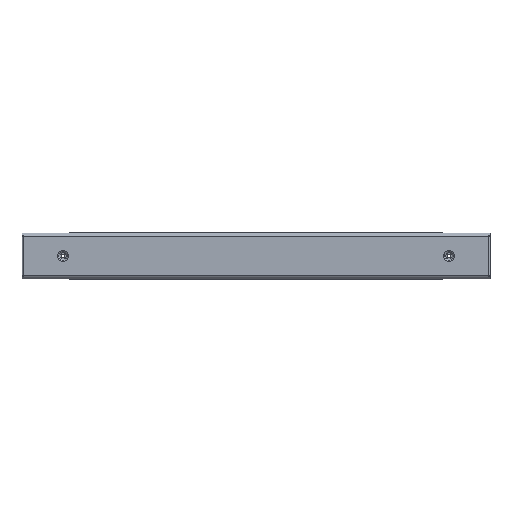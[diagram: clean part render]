
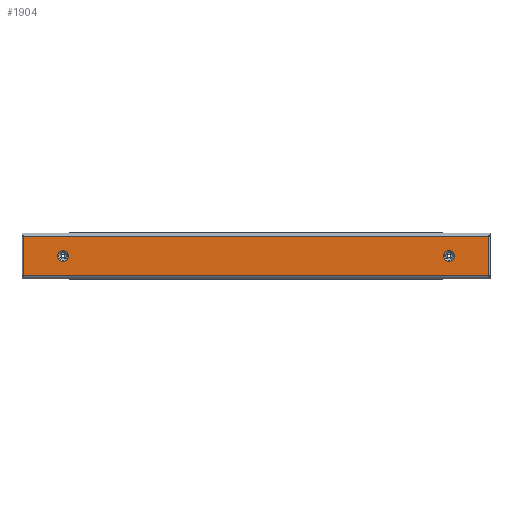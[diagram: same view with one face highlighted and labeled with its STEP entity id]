
A CAD part, top view. The second image highlights one B-rep face of the part: STEP entity #1904.
In plain terms, the highlighted planar face has unit normal (0, 0, 1).
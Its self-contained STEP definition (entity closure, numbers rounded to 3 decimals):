
#105 = CIRCLE ( 'NONE', #2754, 12.175 ) ;
#173 = VERTEX_POINT ( 'NONE', #2785 ) ;
#194 = CIRCLE ( 'NONE', #2987, 12.175 ) ;
#302 = ORIENTED_EDGE ( 'NONE', *, *, #3721, .T. ) ;
#360 = FACE_BOUND ( 'NONE', #1533, .T. ) ;
#418 = CARTESIAN_POINT ( 'NONE',  ( -495.1, -42.309, 0. ) ) ;
#440 = FACE_BOUND ( 'NONE', #2988, .T. ) ;
#462 = VERTEX_POINT ( 'NONE', #2008 ) ;
#488 = VECTOR ( 'NONE', #2182, 1000. ) ;
#507 = VERTEX_POINT ( 'NONE', #961 ) ;
#635 = CARTESIAN_POINT ( 'NONE',  ( 495.1, -42.309, 0. ) ) ;
#719 = CARTESIAN_POINT ( 'NONE',  ( -410.25, 0., 0. ) ) ;
#751 = CARTESIAN_POINT ( 'NONE',  ( 0., 43.303, 0. ) ) ;
#771 = EDGE_CURVE ( 'NONE', #2961, #462, #3379, .T. ) ;
#814 = DIRECTION ( 'NONE',  ( 0., 1., 0. ) ) ;
#822 = AXIS2_PLACEMENT_3D ( 'NONE', #751, #2642, #4625 ) ;
#961 = CARTESIAN_POINT ( 'NONE',  ( -398.075, 0., 0. ) ) ;
#1173 = EDGE_CURVE ( 'NONE', #507, #173, #1784, .T. ) ;
#1250 = CARTESIAN_POINT ( 'NONE',  ( 0., 42.309, 0. ) ) ;
#1254 = DIRECTION ( 'NONE',  ( -1., 0., 0. ) ) ;
#1321 = EDGE_CURVE ( 'NONE', #4225, #2961, #4026, .T. ) ;
#1440 = EDGE_CURVE ( 'NONE', #4932, #4053, #105, .T. ) ;
#1447 = DIRECTION ( 'NONE',  ( 0., 0., 1. ) ) ;
#1448 = DIRECTION ( 'NONE',  ( 0., 0., -1. ) ) ;
#1533 = EDGE_LOOP ( 'NONE', ( #1842, #3681 ) ) ;
#1695 = CARTESIAN_POINT ( 'NONE',  ( 0., -42.309, 0. ) ) ;
#1737 = ORIENTED_EDGE ( 'NONE', *, *, #771, .T. ) ;
#1784 = CIRCLE ( 'NONE', #4039, 12.175 ) ;
#1842 = ORIENTED_EDGE ( 'NONE', *, *, #2108, .F. ) ;
#1883 = ORIENTED_EDGE ( 'NONE', *, *, #3109, .F. ) ;
#1904 = ADVANCED_FACE ( 'NONE', ( #360, #2349, #440 ), #3899, .T. ) ;
#2006 = CARTESIAN_POINT ( 'NONE',  ( -495.1, -42.309, 0. ) ) ;
#2008 = CARTESIAN_POINT ( 'NONE',  ( 495.1, 42.309, 0. ) ) ;
#2026 = DIRECTION ( 'NONE',  ( 1., 0., 0. ) ) ;
#2028 = LINE ( 'NONE', #1250, #3763 ) ;
#2051 = CARTESIAN_POINT ( 'NONE',  ( 422.425, 0., 0. ) ) ;
#2069 = ORIENTED_EDGE ( 'NONE', *, *, #1173, .T. ) ;
#2108 = EDGE_CURVE ( 'NONE', #4053, #4932, #194, .T. ) ;
#2182 = DIRECTION ( 'NONE',  ( 0., 1., 0. ) ) ;
#2270 = DIRECTION ( 'NONE',  ( 0., 0., -1. ) ) ;
#2307 = AXIS2_PLACEMENT_3D ( 'NONE', #719, #2270, #3816 ) ;
#2309 = CARTESIAN_POINT ( 'NONE',  ( -495.1, 42.309, 0. ) ) ;
#2349 = FACE_OUTER_BOUND ( 'NONE', #4494, .T. ) ;
#2373 = CARTESIAN_POINT ( 'NONE',  ( 410.25, 0., 0. ) ) ;
#2546 = CARTESIAN_POINT ( 'NONE',  ( -410.25, 0., 0. ) ) ;
#2642 = DIRECTION ( 'NONE',  ( 0., 0., 1. ) ) ;
#2705 = DIRECTION ( 'NONE',  ( 0., 0., 1. ) ) ;
#2721 = VERTEX_POINT ( 'NONE', #2309 ) ;
#2754 = AXIS2_PLACEMENT_3D ( 'NONE', #2373, #2705, #1254 ) ;
#2785 = CARTESIAN_POINT ( 'NONE',  ( -422.425, 0., 0. ) ) ;
#2786 = DIRECTION ( 'NONE',  ( 1., 0., 0. ) ) ;
#2961 = VERTEX_POINT ( 'NONE', #3420 ) ;
#2987 = AXIS2_PLACEMENT_3D ( 'NONE', #3367, #1447, #4495 ) ;
#2988 = EDGE_LOOP ( 'NONE', ( #2069, #302 ) ) ;
#3074 = ORIENTED_EDGE ( 'NONE', *, *, #1321, .T. ) ;
#3089 = VECTOR ( 'NONE', #814, 1000. ) ;
#3109 = EDGE_CURVE ( 'NONE', #4225, #2721, #4319, .T. ) ;
#3367 = CARTESIAN_POINT ( 'NONE',  ( 410.25, 0., 0. ) ) ;
#3379 = LINE ( 'NONE', #635, #488 ) ;
#3420 = CARTESIAN_POINT ( 'NONE',  ( 495.1, -42.309, 0. ) ) ;
#3435 = CARTESIAN_POINT ( 'NONE',  ( 398.075, 0., 0. ) ) ;
#3681 = ORIENTED_EDGE ( 'NONE', *, *, #1440, .F. ) ;
#3712 = DIRECTION ( 'NONE',  ( 1., 0., 0. ) ) ;
#3721 = EDGE_CURVE ( 'NONE', #173, #507, #4840, .T. ) ;
#3763 = VECTOR ( 'NONE', #2786, 1000. ) ;
#3791 = EDGE_CURVE ( 'NONE', #2721, #462, #2028, .T. ) ;
#3816 = DIRECTION ( 'NONE',  ( 1., 0., 0. ) ) ;
#3866 = ORIENTED_EDGE ( 'NONE', *, *, #3791, .F. ) ;
#3899 = PLANE ( 'NONE',  #822 ) ;
#4026 = LINE ( 'NONE', #1695, #4871 ) ;
#4039 = AXIS2_PLACEMENT_3D ( 'NONE', #2546, #1448, #3712 ) ;
#4053 = VERTEX_POINT ( 'NONE', #3435 ) ;
#4225 = VERTEX_POINT ( 'NONE', #418 ) ;
#4319 = LINE ( 'NONE', #2006, #3089 ) ;
#4494 = EDGE_LOOP ( 'NONE', ( #3074, #1737, #3866, #1883 ) ) ;
#4495 = DIRECTION ( 'NONE',  ( -1., 0., 0. ) ) ;
#4625 = DIRECTION ( 'NONE',  ( 0., 1., 0. ) ) ;
#4840 = CIRCLE ( 'NONE', #2307, 12.175 ) ;
#4871 = VECTOR ( 'NONE', #2026, 1000. ) ;
#4932 = VERTEX_POINT ( 'NONE', #2051 ) ;
